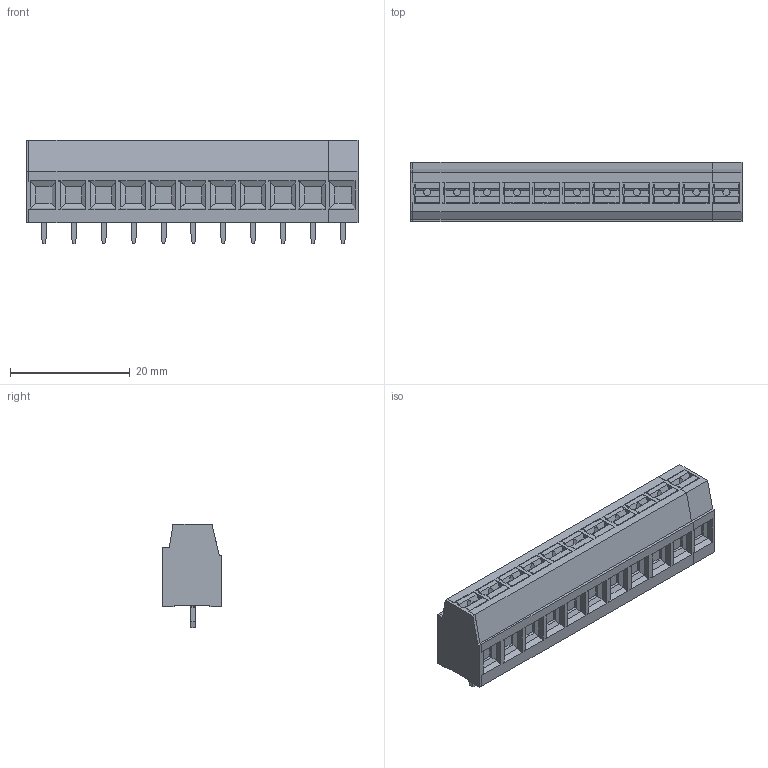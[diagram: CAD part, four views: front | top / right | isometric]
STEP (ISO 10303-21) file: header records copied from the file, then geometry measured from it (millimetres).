
FILE_DESCRIPTION(('CATIA V5 STEP Exchange','CAx-IF Rec.Pracs.--- Model Styling and Organization---1.4--- 2014-01-23'),'2;1');
FILE_NAME ('D1528646_0_2786630000_2786630000.stp','2022-04-26T09:55:59+00:00',('none'),('Weidmueller'),'CATIA Version 5-6 Release 2016 SP3 HF44','CATIA V5 STEP AP214','none');
FILE_SCHEMA(('AUTOMOTIVE_DESIGN { 1 0 10303 214 1 1 1 1 }'));
Length unit declared in the file: millimetre
Products named in the file (1): 2786630000
Bounding box: 55.5 x 10 x 17.3 mm (x, y, z)
Volume: 6574.5 mm3; surface area: 4755.7 mm2
Topology: 25 solids, 48 shells, 1178 faces, 3214 edges, 2154 vertices
Faces by surface type: plane 1090, cylinder 76, cone 12
Entity records: 34734 total; most frequent: CARTESIAN_POINT 7508, ORIENTED_EDGE 6428, DIRECTION 4217, EDGE_CURVE 3214, VECTOR 2881, LINE 2881, VERTEX_POINT 2154, EDGE_LOOP 1222
